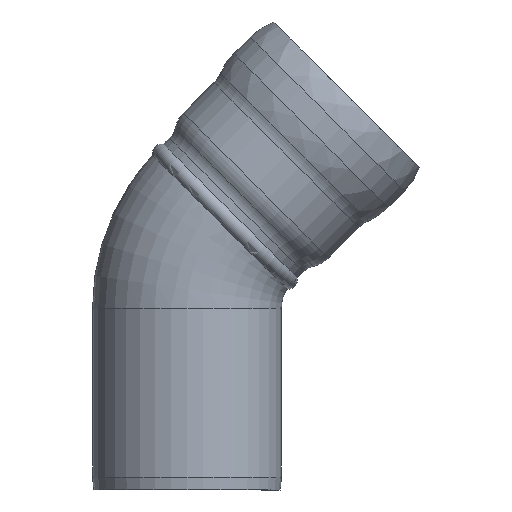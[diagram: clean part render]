
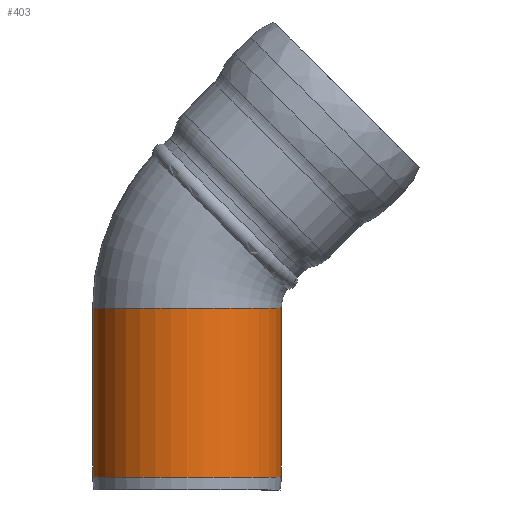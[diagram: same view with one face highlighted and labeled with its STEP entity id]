
A CAD part, front view. The second image highlights one B-rep face of the part: STEP entity #403.
In plain terms, the highlighted cylindrical face has radius 365 mm (diameter 730 mm), a full revolution.
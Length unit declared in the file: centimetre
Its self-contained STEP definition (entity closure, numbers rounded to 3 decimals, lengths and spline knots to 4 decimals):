
#30=LINE('',#729,#40);
#40=VECTOR('',#533,36.5);
#49=CYLINDRICAL_SURFACE('',#440,36.5);
#59=FACE_OUTER_BOUND('',#85,.T.);
#85=EDGE_LOOP('',(#284,#285,#286,#287));
#110=CIRCLE('',#429,36.5);
#118=CIRCLE('',#441,36.5);
#165=VERTEX_POINT('',#703);
#173=VERTEX_POINT('',#727);
#205=EDGE_CURVE('',#165,#165,#110,.T.);
#216=EDGE_CURVE('',#173,#173,#118,.T.);
#217=EDGE_CURVE('',#173,#165,#30,.T.);
#284=ORIENTED_EDGE('',*,*,#216,.F.);
#285=ORIENTED_EDGE('',*,*,#217,.T.);
#286=ORIENTED_EDGE('',*,*,#205,.F.);
#287=ORIENTED_EDGE('',*,*,#217,.F.);
#403=ADVANCED_FACE('',(#59),#49,.T.);
#429=AXIS2_PLACEMENT_3D('',#705,#504,#505);
#440=AXIS2_PLACEMENT_3D('',#726,#529,#530);
#441=AXIS2_PLACEMENT_3D('',#728,#531,#532);
#504=DIRECTION('center_axis',(0.,0.,
1.));
#505=DIRECTION('ref_axis',(1.,0.,0.));
#529=DIRECTION('center_axis',(0.,0.,
-1.));
#530=DIRECTION('ref_axis',(-1.,0.,0.));
#531=DIRECTION('center_axis',(0.,0.,
-1.));
#532=DIRECTION('ref_axis',(1.,0.,0.));
#533=DIRECTION('',(0.,0.,1.));
#703=CARTESIAN_POINT('',(36.5,0.,70.2918));
#705=CARTESIAN_POINT('Origin',(0.,0.,
70.2918));
#726=CARTESIAN_POINT('Origin',(0.,0.,
37.6459));
#727=CARTESIAN_POINT('',(36.5,0.,5.));
#728=CARTESIAN_POINT('Origin',(0.,0.,5.));
#729=CARTESIAN_POINT('',(36.5,0.,37.6459));
